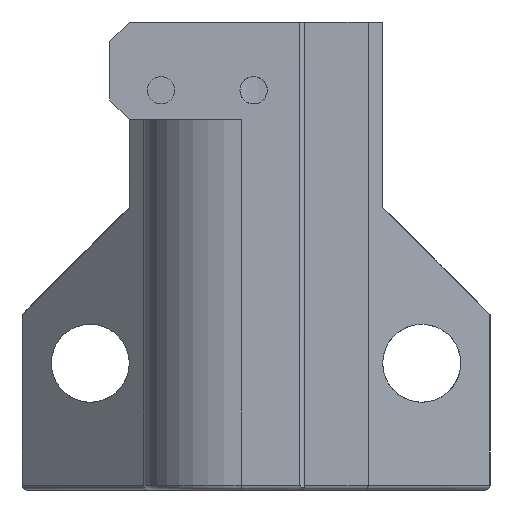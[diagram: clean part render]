
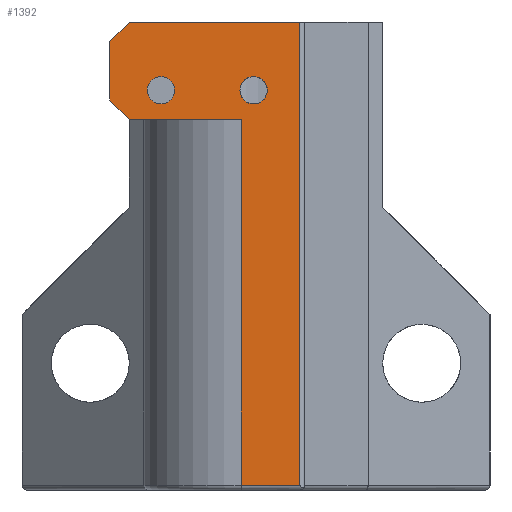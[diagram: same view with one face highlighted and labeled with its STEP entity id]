
A CAD part, left-side view. The second image highlights one B-rep face of the part: STEP entity #1392.
In plain terms, the highlighted planar face has unit normal (-1, 0, 0).
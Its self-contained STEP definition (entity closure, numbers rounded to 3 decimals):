
#96=FACE_BOUND('',#249,.T.);
#97=FACE_BOUND('',#250,.T.);
#120=PLANE('',#1503);
#169=FACE_OUTER_BOUND('',#248,.T.);
#248=EDGE_LOOP('',(#1049,#1050,#1051,#1052,#1053,#1054,#1055,#1056));
#249=EDGE_LOOP('',(#1057));
#250=EDGE_LOOP('',(#1058));
#346=LINE('',#2137,#467);
#352=LINE('',#2185,#473);
#357=LINE('',#2203,#478);
#358=LINE('',#2207,#479);
#359=LINE('',#2209,#480);
#360=LINE('',#2211,#481);
#361=LINE('',#2213,#482);
#362=LINE('',#2214,#483);
#467=VECTOR('',#1677,10.);
#473=VECTOR('',#1691,10.);
#478=VECTOR('',#1712,10.);
#479=VECTOR('',#1717,10.);
#480=VECTOR('',#1718,10.);
#481=VECTOR('',#1719,10.);
#482=VECTOR('',#1720,10.);
#483=VECTOR('',#1721,10.);
#581=CIRCLE('',#1504,1.4);
#582=CIRCLE('',#1505,1.4);
#648=VERTEX_POINT('',#2134);
#649=VERTEX_POINT('',#2136);
#657=VERTEX_POINT('',#2184);
#662=VERTEX_POINT('',#2202);
#663=VERTEX_POINT('',#2206);
#664=VERTEX_POINT('',#2208);
#665=VERTEX_POINT('',#2210);
#666=VERTEX_POINT('',#2212);
#667=VERTEX_POINT('',#2215);
#668=VERTEX_POINT('',#2217);
#790=EDGE_CURVE('',#648,#649,#346,.T.);
#801=EDGE_CURVE('',#649,#657,#352,.T.);
#810=EDGE_CURVE('',#657,#662,#357,.T.);
#812=EDGE_CURVE('',#648,#663,#358,.T.);
#813=EDGE_CURVE('',#664,#663,#359,.T.);
#814=EDGE_CURVE('',#664,#665,#360,.T.);
#815=EDGE_CURVE('',#666,#665,#361,.T.);
#816=EDGE_CURVE('',#666,#662,#362,.T.);
#817=EDGE_CURVE('',#667,#667,#581,.T.);
#818=EDGE_CURVE('',#668,#668,#582,.T.);
#1049=ORIENTED_EDGE('',*,*,#801,.F.);
#1050=ORIENTED_EDGE('',*,*,#790,.F.);
#1051=ORIENTED_EDGE('',*,*,#812,.T.);
#1052=ORIENTED_EDGE('',*,*,#813,.F.);
#1053=ORIENTED_EDGE('',*,*,#814,.T.);
#1054=ORIENTED_EDGE('',*,*,#815,.F.);
#1055=ORIENTED_EDGE('',*,*,#816,.T.);
#1056=ORIENTED_EDGE('',*,*,#810,.F.);
#1057=ORIENTED_EDGE('',*,*,#817,.T.);
#1058=ORIENTED_EDGE('',*,*,#818,.T.);
#1392=ADVANCED_FACE('',(#169,#96,#97),#120,.T.);
#1503=AXIS2_PLACEMENT_3D('',#2205,#1715,#1716);
#1504=AXIS2_PLACEMENT_3D('',#2216,#1722,#1723);
#1505=AXIS2_PLACEMENT_3D('',#2218,#1724,#1725);
#1677=DIRECTION('',(0.,0.,-1.));
#1691=DIRECTION('',(0.,1.,0.));
#1712=DIRECTION('',(0.,0.,1.));
#1715=DIRECTION('center_axis',(-1.,0.,0.));
#1716=DIRECTION('ref_axis',(0.,-1.,0.));
#1717=DIRECTION('',(0.,1.,0.));
#1718=DIRECTION('',(0.,-0.707,0.707));
#1719=DIRECTION('',(0.,0.,-1.));
#1720=DIRECTION('',(0.,0.707,0.707));
#1721=DIRECTION('',(0.,-1.,0.));
#1722=DIRECTION('center_axis',(1.,0.,0.));
#1723=DIRECTION('ref_axis',(0.,-1.,0.));
#1724=DIRECTION('center_axis',(1.,0.,0.));
#1725=DIRECTION('ref_axis',(0.,-1.,0.));
#2134=CARTESIAN_POINT('',(64.,19.5,48.));
#2136=CARTESIAN_POINT('',(64.,19.5,0.5));
#2137=CARTESIAN_POINT('',(64.,19.5,0.));
#2184=CARTESIAN_POINT('',(64.,25.5,0.5));
#2185=CARTESIAN_POINT('',(64.,24.75,0.5));
#2202=CARTESIAN_POINT('',(64.,25.5,38.));
#2203=CARTESIAN_POINT('',(64.,25.5,0.));
#2205=CARTESIAN_POINT('Origin',(64.,25.5,0.));
#2206=CARTESIAN_POINT('',(64.,37.,48.));
#2207=CARTESIAN_POINT('',(64.,19.,48.));
#2208=CARTESIAN_POINT('',(64.,39.,46.));
#2209=CARTESIAN_POINT('',(64.,46.625,38.375));
#2210=CARTESIAN_POINT('',(64.,39.,40.));
#2211=CARTESIAN_POINT('',(64.,39.,48.));
#2212=CARTESIAN_POINT('',(64.,37.,38.));
#2213=CARTESIAN_POINT('',(64.,25.125,26.125));
#2214=CARTESIAN_POINT('',(64.,39.,38.));
#2215=CARTESIAN_POINT('',(64.,35.15,41.));
#2216=CARTESIAN_POINT('Origin',(64.,33.75,41.));
#2217=CARTESIAN_POINT('',(64.,25.65,41.));
#2218=CARTESIAN_POINT('Origin',(64.,24.25,41.));
